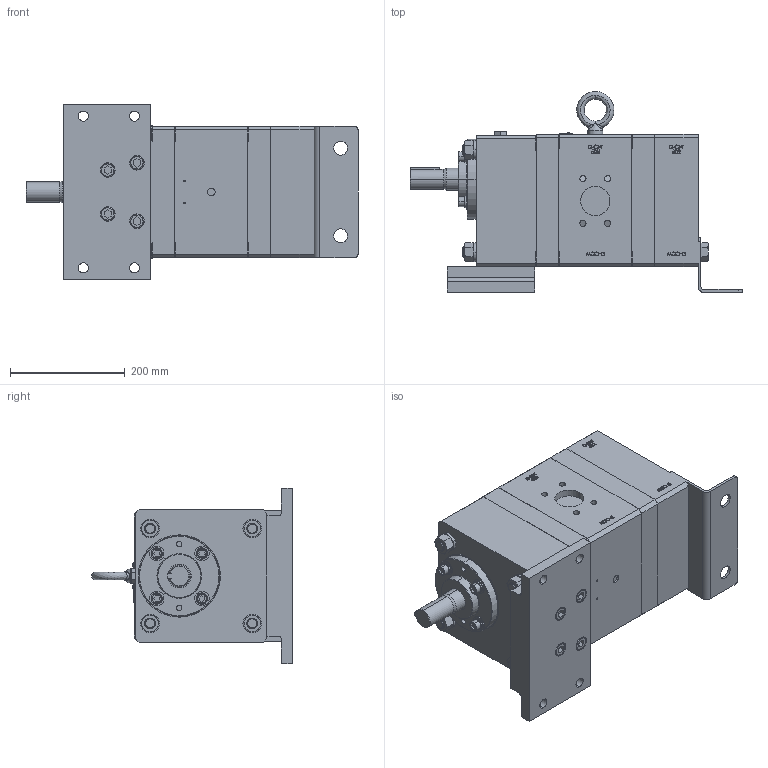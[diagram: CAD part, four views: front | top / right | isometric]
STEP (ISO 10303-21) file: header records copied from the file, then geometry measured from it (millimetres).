
FILE_DESCRIPTION (( 'STEP AP214' ), '1' );
FILE_NAME ('G-1430-15J9-003.STEP', '2019-09-24T16:47:19', ( '' ), ( '' ), 'SwSTEP 2.0', 'SolidWorks 2018', '' );
FILE_SCHEMA (( 'AUTOMOTIVE_DESIGN' ));
Length unit declared in the file: inch
Products named in the file (1): G-1430-15J9-003
Bounding box: 577.57 x 349.45 x 304.8 mm (x, y, z)
Volume: 22573154.6 mm3; surface area: 719904.4 mm2
Topology: 1 solids, 1 shells, 1966 faces, 5005 edges, 3278 vertices
Faces by surface type: plane 1177, bspline 440, cylinder 226, cone 115, sphere 4, torus 4
Entity records: 108111 total; most frequent: CARTESIAN_POINT 47156, ORIENTED_EDGE 9982, DIRECTION 7553, EDGE_CURVE 4991, VECTOR 3385, LINE 3385, VERTEX_POINT 3276, EDGE_LOOP 2253
